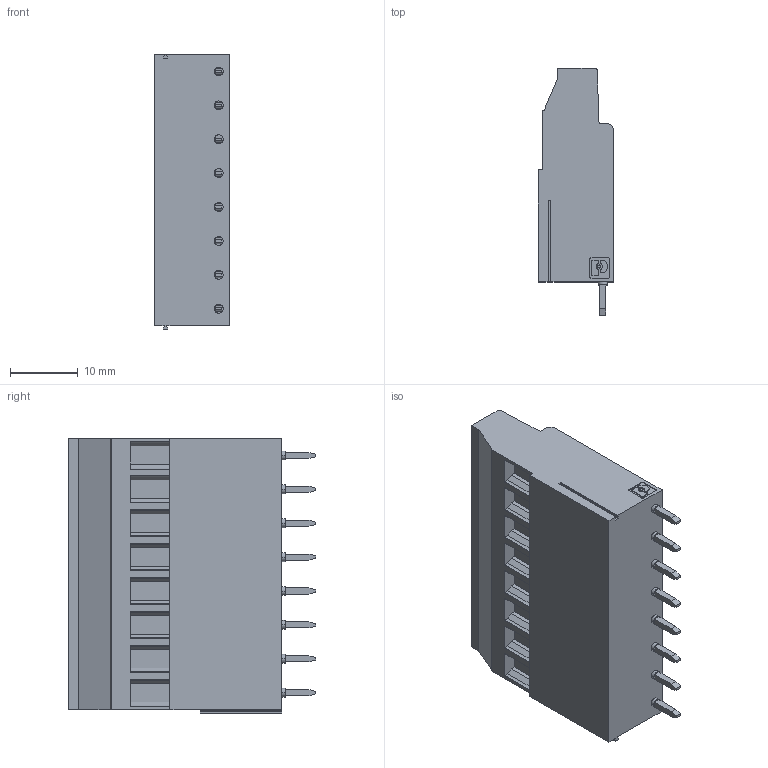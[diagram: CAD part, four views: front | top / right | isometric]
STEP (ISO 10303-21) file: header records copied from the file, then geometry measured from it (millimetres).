
FILE_DESCRIPTION(('SolidDesigner STEP Export'),'2;1');
FILE_NAME('mkkdsh_3-8.stp','2004-03-17T16:44:35',(''),(''),'OneSpaceDesigner STEP processor Version: 9.0 (March 2001)for AP214(CD)(Solid Model)','CoCreate OneSpaceDesigner: 11.50A 18-Jul-2002(C) CoCreate Software GmbH','');
FILE_SCHEMA(('AUTOMOTIVE_DESIGN_CC2 {1 2 10303 214 -1 1 5 1}'));
Length unit declared in the file: millimetre
Products named in the file (2): mkkdsh_3-8
Assembly tree (1 placements, depth 2):
  mkkdsh_3-8
    mkkdsh_3-8
Bounding box: 11.1 x 36.5 x 40.57 mm (x, y, z)
Volume: 11981.8 mm3; surface area: 4869.1 mm2
Topology: 1 solids, 1 shells, 343 faces, 883 edges, 578 vertices
Faces by surface type: plane 246, cylinder 97
Entity records: 12572 total; most frequent: CARTESIAN_POINT 1832, ORIENTED_EDGE 1766, DIRECTION 1501, EDGE_CURVE 883, VECTOR 607, LINE 607, VERTEX_POINT 578, AXIS2_PLACEMENT_3D 447
